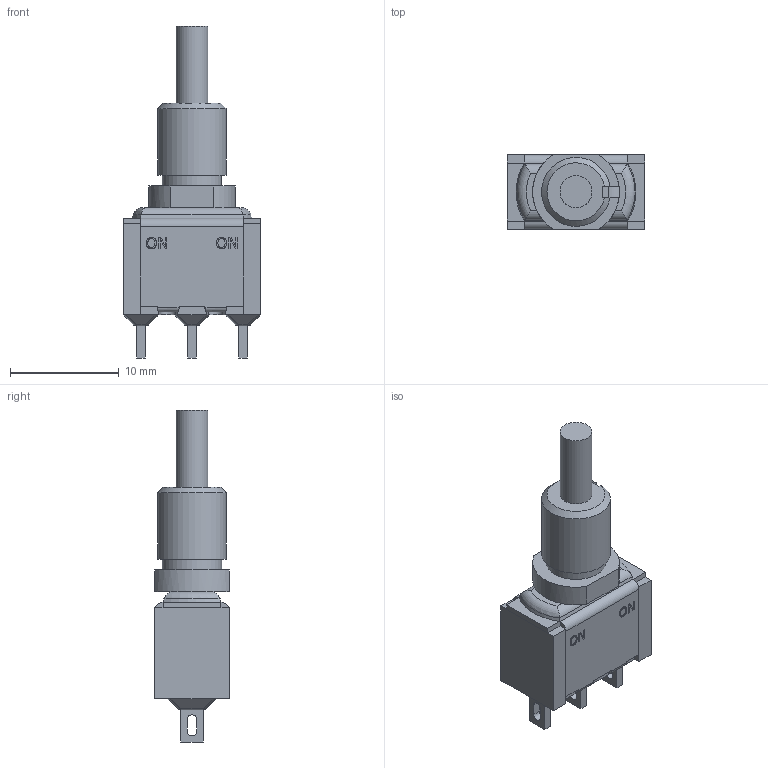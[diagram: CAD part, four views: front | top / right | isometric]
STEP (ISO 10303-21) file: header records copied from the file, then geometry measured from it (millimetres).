
FILE_DESCRIPTION((''),'2;1');
FILE_NAME('700CSP7B60M1xE.stp','2018-03-16T14:05:09',('mroman'),(''),'Autodesk Inventor 2012','Autodesk Inventor 2012','');
FILE_SCHEMA(('CONFIG_CONTROL_DESIGN'));
Length unit declared in the file: inch
Products named in the file (1): 700CSP7B60M1xE
Bounding box: 12.7 x 6.9 x 30.57 mm (x, y, z)
Volume: 1193.9 mm3; surface area: 969 mm2
Topology: 1 solids, 2 shells, 269 faces, 671 edges, 421 vertices
Faces by surface type: plane 179, cylinder 49, bspline 24, sphere 12, cone 3, torus 2
Full cylindrical faces by diameter (mm): 2.92 x1, 2.946 x1
Entity records: 8357 total; most frequent: CARTESIAN_POINT 1742, ORIENTED_EDGE 1338, DIRECTION 1219, EDGE_CURVE 669, VECTOR 491, LINE 491, VERTEX_POINT 421, AXIS2_PLACEMENT_3D 364
